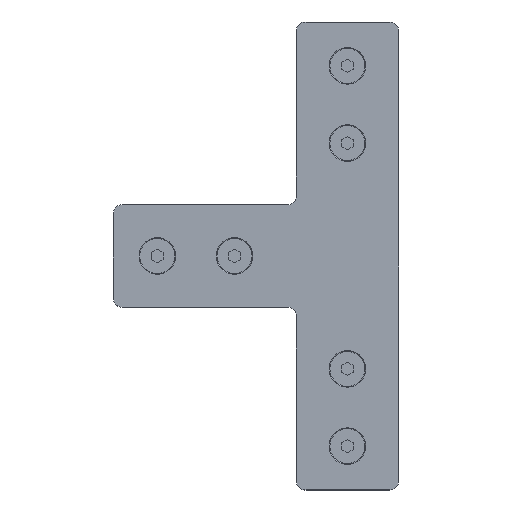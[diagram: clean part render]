
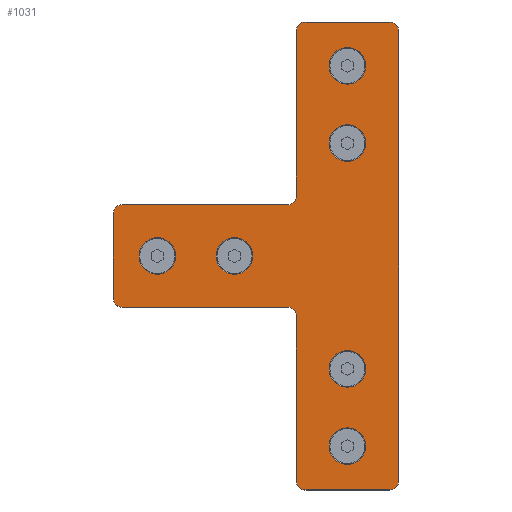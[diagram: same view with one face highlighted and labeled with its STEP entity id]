
A CAD part, top view. The second image highlights one B-rep face of the part: STEP entity #1031.
In plain terms, the highlighted planar face has unit normal (0, 0, 1).
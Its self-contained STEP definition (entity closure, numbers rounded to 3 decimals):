
#68=FACE_BOUND('',#217,.T.);
#69=FACE_BOUND('',#218,.T.);
#70=FACE_BOUND('',#219,.T.);
#71=FACE_BOUND('',#220,.T.);
#72=FACE_BOUND('',#221,.T.);
#73=FACE_BOUND('',#222,.T.);
#98=PLANE('',#1199);
#155=FACE_OUTER_BOUND('',#216,.T.);
#216=EDGE_LOOP('',(#844,#845,#846,#847,#848,#849,#850,#851,#852,#853,#854,
#855,#856,#857,#858,#859));
#217=EDGE_LOOP('',(#860));
#218=EDGE_LOOP('',(#861));
#219=EDGE_LOOP('',(#862));
#220=EDGE_LOOP('',(#863));
#221=EDGE_LOOP('',(#864));
#222=EDGE_LOOP('',(#865));
#303=LINE('',#1746,#391);
#304=LINE('',#1750,#392);
#305=LINE('',#1754,#393);
#306=LINE('',#1758,#394);
#307=LINE('',#1762,#395);
#308=LINE('',#1766,#396);
#309=LINE('',#1770,#397);
#310=LINE('',#1773,#398);
#391=VECTOR('',#1420,10.);
#392=VECTOR('',#1423,10.);
#393=VECTOR('',#1426,10.);
#394=VECTOR('',#1429,10.);
#395=VECTOR('',#1432,10.);
#396=VECTOR('',#1435,10.);
#397=VECTOR('',#1438,10.);
#398=VECTOR('',#1441,10.);
#451=CIRCLE('',#1197,3.);
#453=CIRCLE('',#1200,3.);
#454=CIRCLE('',#1201,3.);
#455=CIRCLE('',#1202,3.);
#456=CIRCLE('',#1203,3.);
#457=CIRCLE('',#1204,3.);
#458=CIRCLE('',#1205,3.);
#459=CIRCLE('',#1206,3.);
#460=CIRCLE('',#1207,6.25);
#461=CIRCLE('',#1208,6.25);
#462=CIRCLE('',#1209,6.25);
#463=CIRCLE('',#1210,6.25);
#464=CIRCLE('',#1211,6.25);
#465=CIRCLE('',#1212,6.25);
#526=VERTEX_POINT('',#1736);
#527=VERTEX_POINT('',#1737);
#530=VERTEX_POINT('',#1745);
#531=VERTEX_POINT('',#1747);
#532=VERTEX_POINT('',#1749);
#533=VERTEX_POINT('',#1751);
#534=VERTEX_POINT('',#1753);
#535=VERTEX_POINT('',#1755);
#536=VERTEX_POINT('',#1757);
#537=VERTEX_POINT('',#1759);
#538=VERTEX_POINT('',#1761);
#539=VERTEX_POINT('',#1763);
#540=VERTEX_POINT('',#1765);
#541=VERTEX_POINT('',#1767);
#542=VERTEX_POINT('',#1769);
#543=VERTEX_POINT('',#1771);
#544=VERTEX_POINT('',#1774);
#545=VERTEX_POINT('',#1776);
#546=VERTEX_POINT('',#1778);
#547=VERTEX_POINT('',#1780);
#548=VERTEX_POINT('',#1782);
#549=VERTEX_POINT('',#1784);
#638=EDGE_CURVE('',#526,#527,#451,.T.);
#642=EDGE_CURVE('',#530,#526,#303,.T.);
#643=EDGE_CURVE('',#531,#530,#453,.T.);
#644=EDGE_CURVE('',#531,#532,#304,.T.);
#645=EDGE_CURVE('',#533,#532,#454,.T.);
#646=EDGE_CURVE('',#533,#534,#305,.T.);
#647=EDGE_CURVE('',#535,#534,#455,.T.);
#648=EDGE_CURVE('',#536,#535,#306,.T.);
#649=EDGE_CURVE('',#537,#536,#456,.T.);
#650=EDGE_CURVE('',#537,#538,#307,.T.);
#651=EDGE_CURVE('',#539,#538,#457,.T.);
#652=EDGE_CURVE('',#539,#540,#308,.T.);
#653=EDGE_CURVE('',#541,#540,#458,.T.);
#654=EDGE_CURVE('',#542,#541,#309,.T.);
#655=EDGE_CURVE('',#543,#542,#459,.T.);
#656=EDGE_CURVE('',#527,#543,#310,.T.);
#657=EDGE_CURVE('',#544,#544,#460,.T.);
#658=EDGE_CURVE('',#545,#545,#461,.T.);
#659=EDGE_CURVE('',#546,#546,#462,.T.);
#660=EDGE_CURVE('',#547,#547,#463,.T.);
#661=EDGE_CURVE('',#548,#548,#464,.T.);
#662=EDGE_CURVE('',#549,#549,#465,.T.);
#844=ORIENTED_EDGE('',*,*,#638,.F.);
#845=ORIENTED_EDGE('',*,*,#642,.F.);
#846=ORIENTED_EDGE('',*,*,#643,.F.);
#847=ORIENTED_EDGE('',*,*,#644,.T.);
#848=ORIENTED_EDGE('',*,*,#645,.F.);
#849=ORIENTED_EDGE('',*,*,#646,.T.);
#850=ORIENTED_EDGE('',*,*,#647,.F.);
#851=ORIENTED_EDGE('',*,*,#648,.F.);
#852=ORIENTED_EDGE('',*,*,#649,.F.);
#853=ORIENTED_EDGE('',*,*,#650,.T.);
#854=ORIENTED_EDGE('',*,*,#651,.F.);
#855=ORIENTED_EDGE('',*,*,#652,.T.);
#856=ORIENTED_EDGE('',*,*,#653,.F.);
#857=ORIENTED_EDGE('',*,*,#654,.F.);
#858=ORIENTED_EDGE('',*,*,#655,.F.);
#859=ORIENTED_EDGE('',*,*,#656,.F.);
#860=ORIENTED_EDGE('',*,*,#657,.T.);
#861=ORIENTED_EDGE('',*,*,#658,.T.);
#862=ORIENTED_EDGE('',*,*,#659,.T.);
#863=ORIENTED_EDGE('',*,*,#660,.T.);
#864=ORIENTED_EDGE('',*,*,#661,.T.);
#865=ORIENTED_EDGE('',*,*,#662,.T.);
#1031=ADVANCED_FACE('',(#155,#68,#69,#70,#71,#72,#73),#98,.T.);
#1197=AXIS2_PLACEMENT_3D('',#1738,#1412,#1413);
#1199=AXIS2_PLACEMENT_3D('',#1744,#1418,#1419);
#1200=AXIS2_PLACEMENT_3D('',#1748,#1421,#1422);
#1201=AXIS2_PLACEMENT_3D('',#1752,#1424,#1425);
#1202=AXIS2_PLACEMENT_3D('',#1756,#1427,#1428);
#1203=AXIS2_PLACEMENT_3D('',#1760,#1430,#1431);
#1204=AXIS2_PLACEMENT_3D('',#1764,#1433,#1434);
#1205=AXIS2_PLACEMENT_3D('',#1768,#1436,#1437);
#1206=AXIS2_PLACEMENT_3D('',#1772,#1439,#1440);
#1207=AXIS2_PLACEMENT_3D('',#1775,#1442,#1443);
#1208=AXIS2_PLACEMENT_3D('',#1777,#1444,#1445);
#1209=AXIS2_PLACEMENT_3D('',#1779,#1446,#1447);
#1210=AXIS2_PLACEMENT_3D('',#1781,#1448,#1449);
#1211=AXIS2_PLACEMENT_3D('',#1783,#1450,#1451);
#1212=AXIS2_PLACEMENT_3D('',#1785,#1452,#1453);
#1412=DIRECTION('center_axis',(0.,0.,-1.));
#1413=DIRECTION('ref_axis',(0.707,0.707,0.));
#1418=DIRECTION('center_axis',(0.,0.,1.));
#1419=DIRECTION('ref_axis',(1.,0.,0.));
#1420=DIRECTION('',(1.,0.,0.));
#1421=DIRECTION('center_axis',(0.,0.,-1.));
#1422=DIRECTION('ref_axis',(-0.707,0.707,0.));
#1423=DIRECTION('',(0.,-1.,0.));
#1424=DIRECTION('center_axis',(0.,0.,1.));
#1425=DIRECTION('ref_axis',(0.707,-0.707,0.));
#1426=DIRECTION('',(-1.,0.,0.));
#1427=DIRECTION('center_axis',(0.,0.,-1.));
#1428=DIRECTION('ref_axis',(-0.707,0.707,0.));
#1429=DIRECTION('',(0.,1.,0.));
#1430=DIRECTION('center_axis',(0.,0.,-1.));
#1431=DIRECTION('ref_axis',(-0.707,-0.707,0.));
#1432=DIRECTION('',(1.,0.,0.));
#1433=DIRECTION('center_axis',(0.,0.,1.));
#1434=DIRECTION('ref_axis',(0.707,0.707,0.));
#1435=DIRECTION('',(0.,-1.,0.));
#1436=DIRECTION('center_axis',(0.,0.,-1.));
#1437=DIRECTION('ref_axis',(-0.707,-0.707,0.));
#1438=DIRECTION('',(-1.,0.,0.));
#1439=DIRECTION('center_axis',(0.,0.,-1.));
#1440=DIRECTION('ref_axis',(0.707,-0.707,0.));
#1441=DIRECTION('',(0.,-1.,0.));
#1442=DIRECTION('center_axis',(0.,0.,-1.));
#1443=DIRECTION('ref_axis',(1.,0.,0.));
#1444=DIRECTION('center_axis',(0.,0.,-1.));
#1445=DIRECTION('ref_axis',(1.,0.,0.));
#1446=DIRECTION('center_axis',(0.,0.,-1.));
#1447=DIRECTION('ref_axis',(1.,0.,0.));
#1448=DIRECTION('center_axis',(0.,0.,-1.));
#1449=DIRECTION('ref_axis',(1.,0.,0.));
#1450=DIRECTION('center_axis',(0.,0.,-1.));
#1451=DIRECTION('ref_axis',(1.,0.,0.));
#1452=DIRECTION('center_axis',(0.,0.,-1.));
#1453=DIRECTION('ref_axis',(1.,0.,0.));
#1736=CARTESIAN_POINT('',(94.5,80.,4.));
#1737=CARTESIAN_POINT('',(97.5,77.,4.));
#1738=CARTESIAN_POINT('Origin',(94.5,77.,4.));
#1744=CARTESIAN_POINT('Origin',(48.75,0.,4.));
#1745=CARTESIAN_POINT('',(65.5,80.,4.));
#1746=CARTESIAN_POINT('',(97.5,80.,4.));
#1747=CARTESIAN_POINT('',(62.5,77.,4.));
#1748=CARTESIAN_POINT('Origin',(65.5,77.,4.));
#1749=CARTESIAN_POINT('',(62.5,20.5,4.));
#1750=CARTESIAN_POINT('',(62.5,40.,4.));
#1751=CARTESIAN_POINT('',(59.5,17.5,4.));
#1752=CARTESIAN_POINT('Origin',(59.5,20.5,4.));
#1753=CARTESIAN_POINT('',(3.,17.5,4.));
#1754=CARTESIAN_POINT('',(55.625,17.5,4.));
#1755=CARTESIAN_POINT('',(0.,14.5,4.));
#1756=CARTESIAN_POINT('Origin',(3.,14.5,4.));
#1757=CARTESIAN_POINT('',(0.,-14.5,4.));
#1758=CARTESIAN_POINT('',(0.,80.,4.));
#1759=CARTESIAN_POINT('',(3.,-17.5,4.));
#1760=CARTESIAN_POINT('Origin',(3.,-14.5,4.));
#1761=CARTESIAN_POINT('',(59.5,-17.5,4.));
#1762=CARTESIAN_POINT('',(24.375,-17.5,4.));
#1763=CARTESIAN_POINT('',(62.5,-20.5,4.));
#1764=CARTESIAN_POINT('Origin',(59.5,-20.5,4.));
#1765=CARTESIAN_POINT('',(62.5,-77.,4.));
#1766=CARTESIAN_POINT('',(62.5,-8.75,4.));
#1767=CARTESIAN_POINT('',(65.5,-80.,4.));
#1768=CARTESIAN_POINT('Origin',(65.5,-77.,4.));
#1769=CARTESIAN_POINT('',(94.5,-80.,4.));
#1770=CARTESIAN_POINT('',(0.,-80.,4.));
#1771=CARTESIAN_POINT('',(97.5,-77.,4.));
#1772=CARTESIAN_POINT('Origin',(94.5,-77.,4.));
#1773=CARTESIAN_POINT('',(97.5,-80.,4.));
#1774=CARTESIAN_POINT('',(73.75,38.6,4.));
#1775=CARTESIAN_POINT('Origin',(80.,38.6,4.));
#1776=CARTESIAN_POINT('',(35.15,0.,4.));
#1777=CARTESIAN_POINT('Origin',(41.4,0.,4.));
#1778=CARTESIAN_POINT('',(73.75,65.,4.));
#1779=CARTESIAN_POINT('Origin',(80.,65.,4.));
#1780=CARTESIAN_POINT('',(8.75,0.,4.));
#1781=CARTESIAN_POINT('Origin',(15.,0.,4.));
#1782=CARTESIAN_POINT('',(73.75,-65.,4.));
#1783=CARTESIAN_POINT('Origin',(80.,-65.,4.));
#1784=CARTESIAN_POINT('',(73.75,-38.6,4.));
#1785=CARTESIAN_POINT('Origin',(80.,-38.6,4.));
